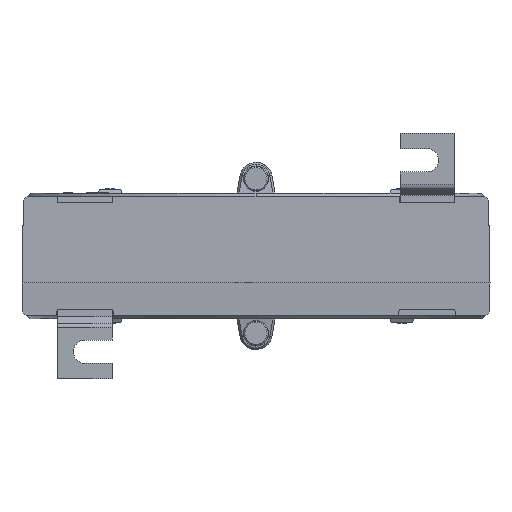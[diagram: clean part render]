
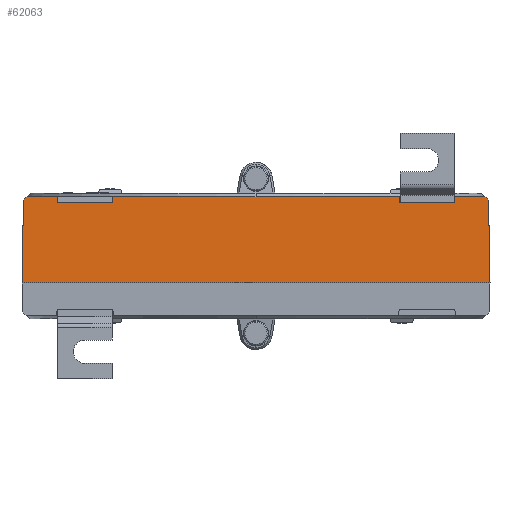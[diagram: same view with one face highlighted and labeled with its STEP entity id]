
A CAD part, front view. The second image highlights one B-rep face of the part: STEP entity #62063.
In plain terms, the highlighted planar face has unit normal (0, -1, 0.018).
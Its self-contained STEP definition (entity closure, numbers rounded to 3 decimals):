
#2 = FACE_OUTER_BOUND ( 'NONE', #9911, .T. ) ;
#5417 = ORIENTED_EDGE ( 'NONE', *, *, #60671, .F. ) ;
#5418 = ORIENTED_EDGE ( 'NONE', *, *, #60670, .T. ) ;
#5419 = ORIENTED_EDGE ( 'NONE', *, *, #60666, .F. ) ;
#5420 = ORIENTED_EDGE ( 'NONE', *, *, #60672, .T. ) ;
#5421 = ORIENTED_EDGE ( 'NONE', *, *, #60661, .T. ) ;
#5422 = ORIENTED_EDGE ( 'NONE', *, *, #60662, .T. ) ;
#5423 = ORIENTED_EDGE ( 'NONE', *, *, #60673, .F. ) ;
#5424 = ORIENTED_EDGE ( 'NONE', *, *, #60674, .T. ) ;
#5425 = ORIENTED_EDGE ( 'NONE', *, *, #60675, .F. ) ;
#5426 = ORIENTED_EDGE ( 'NONE', *, *, #60676, .T. ) ;
#5427 = ORIENTED_EDGE ( 'NONE', *, *, #60677, .F. ) ;
#5428 = ORIENTED_EDGE ( 'NONE', *, *, #60644, .T. ) ;
#5429 = ORIENTED_EDGE ( 'NONE', *, *, #60679, .T. ) ;
#5430 = ORIENTED_EDGE ( 'NONE', *, *, #60681, .F. ) ;
#5804 = VERTEX_POINT ( 'NONE', #29950 ) ;
#5805 = VERTEX_POINT ( 'NONE', #29951 ) ;
#5826 = VERTEX_POINT ( 'NONE', #29972 ) ;
#5827 = VERTEX_POINT ( 'NONE', #29973 ) ;
#5828 = VERTEX_POINT ( 'NONE', #29974 ) ;
#5829 = VERTEX_POINT ( 'NONE', #29975 ) ;
#5830 = VERTEX_POINT ( 'NONE', #29976 ) ;
#5831 = VERTEX_POINT ( 'NONE', #29977 ) ;
#5832 = VERTEX_POINT ( 'NONE', #29978 ) ;
#5833 = VERTEX_POINT ( 'NONE', #29979 ) ;
#5834 = VERTEX_POINT ( 'NONE', #29980 ) ;
#5835 = VERTEX_POINT ( 'NONE', #29981 ) ;
#5836 = VERTEX_POINT ( 'NONE', #29982 ) ;
#5837 = VERTEX_POINT ( 'NONE', #29983 ) ;
#9911 = EDGE_LOOP ( 'NONE', ( #5417, #5418, #5419, #5420, #5421, #5422, #5423, #5424, #5425, #5426, #5427, #5428, #5429, #5430 ) ) ;
#29950 = CARTESIAN_POINT ( 'NONE',  ( -63.573, -65.581, 24. ) ) ;
#29951 = CARTESIAN_POINT ( 'NONE',  ( -64.598, -65.598, 23.01 ) ) ;
#29972 = CARTESIAN_POINT ( 'NONE',  ( 64.598, -65.598, 23.01 ) ) ;
#29973 = CARTESIAN_POINT ( 'NONE',  ( 65., -66., 0. ) ) ;
#29974 = CARTESIAN_POINT ( 'NONE',  ( 63.573, -65.581, 24. ) ) ;
#29975 = CARTESIAN_POINT ( 'NONE',  ( 55.197, -65.581, 24. ) ) ;
#29976 = CARTESIAN_POINT ( 'NONE',  ( 55.182, -65.611, 22.3 ) ) ;
#29977 = CARTESIAN_POINT ( 'NONE',  ( 39.818, -65.611, 22.3 ) ) ;
#29978 = CARTESIAN_POINT ( 'NONE',  ( 39.803, -65.581, 24. ) ) ;
#29979 = CARTESIAN_POINT ( 'NONE',  ( -39.803, -65.581, 24. ) ) ;
#29980 = CARTESIAN_POINT ( 'NONE',  ( -39.818, -65.611, 22.3 ) ) ;
#29981 = CARTESIAN_POINT ( 'NONE',  ( -55.182, -65.611, 22.3 ) ) ;
#29982 = CARTESIAN_POINT ( 'NONE',  ( -55.197, -65.581, 24. ) ) ;
#29983 = CARTESIAN_POINT ( 'NONE',  ( -65., -66., 0. ) ) ;
#57553 = AXIS2_PLACEMENT_3D ( 'NONE', #61767, #61777, #61778 ) ;
#59770 = LINE ( 'NONE', #60920, #59771 ) ;
#59771 = VECTOR ( 'NONE', #60921, 1000. ) ;
#59787 = LINE ( 'NONE', #60985, #59795 ) ;
#59795 = VECTOR ( 'NONE', #60986, 1000. ) ;
#59796 = LINE ( 'NONE', #60987, #59797 ) ;
#59797 = VECTOR ( 'NONE', #60988, 1000. ) ;
#59804 = LINE ( 'NONE', #60995, #59805 ) ;
#59805 = VECTOR ( 'NONE', #60996, 1000. ) ;
#59806 = LINE ( 'NONE', #61012, #59808 ) ;
#59808 = VECTOR ( 'NONE', #61013, 1000. ) ;
#59809 = LINE ( 'NONE', #61014, #59810 ) ;
#59810 = VECTOR ( 'NONE', #61015, 1000. ) ;
#59811 = LINE ( 'NONE', #61016, #59812 ) ;
#59812 = VECTOR ( 'NONE', #61017, 1000. ) ;
#59813 = LINE ( 'NONE', #61018, #59814 ) ;
#59814 = VECTOR ( 'NONE', #61019, 1000. ) ;
#59815 = LINE ( 'NONE', #61020, #59816 ) ;
#59816 = VECTOR ( 'NONE', #61021, 1000. ) ;
#59817 = LINE ( 'NONE', #61022, #59818 ) ;
#59818 = VECTOR ( 'NONE', #61023, 1000. ) ;
#59819 = LINE ( 'NONE', #61024, #59820 ) ;
#59820 = VECTOR ( 'NONE', #61025, 1000. ) ;
#59821 = LINE ( 'NONE', #61026, #59822 ) ;
#59822 = VECTOR ( 'NONE', #61027, 1000. ) ;
#59825 = LINE ( 'NONE', #61030, #59826 ) ;
#59826 = VECTOR ( 'NONE', #61031, 1000. ) ;
#59829 = LINE ( 'NONE', #61034, #59830 ) ;
#59830 = VECTOR ( 'NONE', #61035, 1000. ) ;
#60644 = EDGE_CURVE ( 'NONE', #5804, #5805, #59770, .T. ) ;
#60661 = EDGE_CURVE ( 'NONE', #5830, #5831, #59787, .T. ) ;
#60662 = EDGE_CURVE ( 'NONE', #5831, #5832, #59796, .T. ) ;
#60666 = EDGE_CURVE ( 'NONE', #5829, #5828, #59804, .T. ) ;
#60670 = EDGE_CURVE ( 'NONE', #5826, #5828, #59806, .T. ) ;
#60671 = EDGE_CURVE ( 'NONE', #5826, #5827, #59809, .T. ) ;
#60672 = EDGE_CURVE ( 'NONE', #5829, #5830, #59811, .T. ) ;
#60673 = EDGE_CURVE ( 'NONE', #5833, #5832, #59813, .T. ) ;
#60674 = EDGE_CURVE ( 'NONE', #5833, #5834, #59815, .T. ) ;
#60675 = EDGE_CURVE ( 'NONE', #5835, #5834, #59817, .T. ) ;
#60676 = EDGE_CURVE ( 'NONE', #5835, #5836, #59819, .T. ) ;
#60677 = EDGE_CURVE ( 'NONE', #5804, #5836, #59821, .T. ) ;
#60679 = EDGE_CURVE ( 'NONE', #5805, #5837, #59825, .T. ) ;
#60681 = EDGE_CURVE ( 'NONE', #5827, #5837, #59829, .T. ) ;
#60920 = CARTESIAN_POINT ( 'NONE',  ( -42.677, -65.229, 44.18 ) ) ;
#60921 = DIRECTION ( 'NONE',  ( -0.719, -0.012, -0.695 ) ) ;
#60985 = CARTESIAN_POINT ( 'NONE',  ( 0., -65.611, 22.3 ) ) ;
#60986 = DIRECTION ( 'NONE',  ( -1., 0., 0. ) ) ;
#60987 = CARTESIAN_POINT ( 'NONE',  ( 39.924, -65.824, 10.076 ) ) ;
#60988 = DIRECTION ( 'NONE',  ( -0.009, 0.017, 1. ) ) ;
#60995 = CARTESIAN_POINT ( 'NONE',  ( 64.616, -65.581, 24. ) ) ;
#60996 = DIRECTION ( 'NONE',  ( 1., 0., 0. ) ) ;
#61012 = CARTESIAN_POINT ( 'NONE',  ( 42.677, -65.229, 44.18 ) ) ;
#61013 = DIRECTION ( 'NONE',  ( -0.719, 0.012, 0.695 ) ) ;
#61014 = CARTESIAN_POINT ( 'NONE',  ( 64.98, -65.98, 1.134 ) ) ;
#61015 = DIRECTION ( 'NONE',  ( 0.017, -0.017, -1. ) ) ;
#61016 = CARTESIAN_POINT ( 'NONE',  ( 55.076, -65.824, 10.076 ) ) ;
#61017 = DIRECTION ( 'NONE',  ( -0.009, -0.017, -1. ) ) ;
#61018 = CARTESIAN_POINT ( 'NONE',  ( 64.616, -65.581, 24. ) ) ;
#61019 = DIRECTION ( 'NONE',  ( 1., 0., 0. ) ) ;
#61020 = CARTESIAN_POINT ( 'NONE',  ( -39.924, -65.824, 10.076 ) ) ;
#61021 = DIRECTION ( 'NONE',  ( -0.009, -0.017, -1. ) ) ;
#61022 = CARTESIAN_POINT ( 'NONE',  ( 0., -65.611, 22.3 ) ) ;
#61023 = DIRECTION ( 'NONE',  ( 1., 0., 0. ) ) ;
#61024 = CARTESIAN_POINT ( 'NONE',  ( -55.076, -65.824, 10.076 ) ) ;
#61025 = DIRECTION ( 'NONE',  ( -0.009, 0.017, 1. ) ) ;
#61026 = CARTESIAN_POINT ( 'NONE',  ( 64.616, -65.581, 24. ) ) ;
#61027 = DIRECTION ( 'NONE',  ( 1., 0., 0. ) ) ;
#61030 = CARTESIAN_POINT ( 'NONE',  ( -64.98, -65.98, 1.151 ) ) ;
#61031 = DIRECTION ( 'NONE',  ( -0.017, -0.017, -1. ) ) ;
#61034 = CARTESIAN_POINT ( 'NONE',  ( 0., -66., 0. ) ) ;
#61035 = DIRECTION ( 'NONE',  ( -1., 0., 0. ) ) ;
#61767 = CARTESIAN_POINT ( 'NONE',  ( 0., -66., 0. ) ) ;
#61768 = PLANE ( 'NONE',  #57553 ) ;
#61777 = DIRECTION ( 'NONE',  ( 0., -1., 0.017 ) ) ;
#61778 = DIRECTION ( 'NONE',  ( 0., -0.017, -1. ) ) ;
#62063 = ADVANCED_FACE ( 'NONE', ( #2 ), #61768, .T. ) ;
